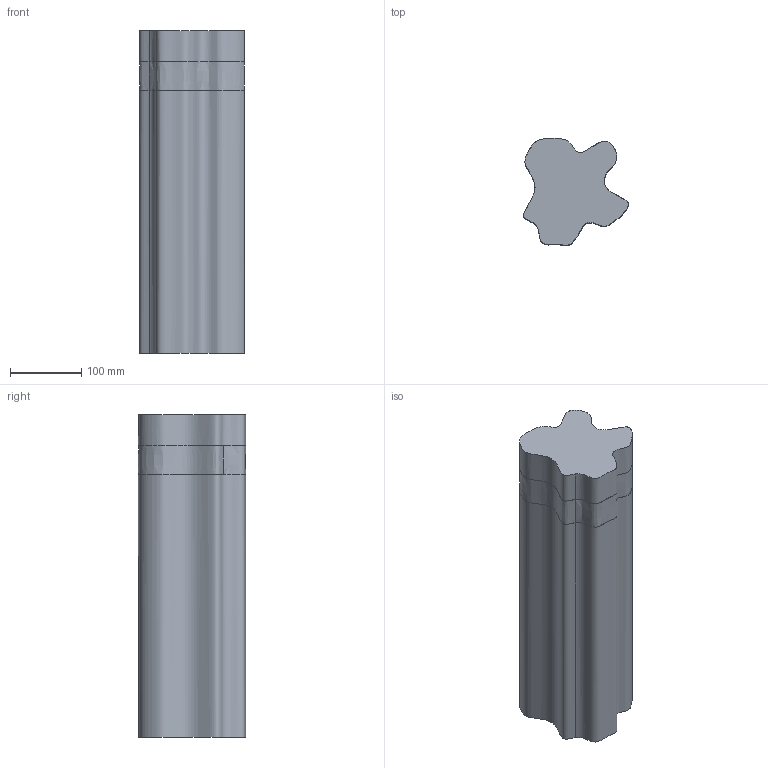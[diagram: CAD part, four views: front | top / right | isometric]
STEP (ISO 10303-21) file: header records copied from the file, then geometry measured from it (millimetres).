
FILE_DESCRIPTION(/* description */ (''),/* implementation_level */ '2;1');
FILE_NAME(/* name */ 'BOLLARD LOGICO 450',/* time_stamp */ '2014-05-22T15:37:20+02:00',/* author */ (''),/* organization */ (''),/* preprocessor_version */ 'ST-DEVELOPER v10',/* originating_system */ '',/* authorisation */ '');
FILE_SCHEMA (('AUTOMOTIVE_DESIGN'));
Length unit declared in the file: millimetre
Products named in the file (1): 1
Bounding box: 147.02 x 150.58 x 453.95 mm (x, y, z)
Volume: 6359782.8 mm3; surface area: 332360.7 mm2
Topology: 3 solids, 3 shells, 14 faces, 29 edges, 21 vertices
Faces by surface type: bspline 8, plane 6
Entity records: 3804 total; most frequent: CARTESIAN_POINT 3534, ORIENTED_EDGE 52, B_SPLINE_CURVE_WITH_KNOTS 29, EDGE_CURVE 26, VERTEX_POINT 18, EDGE_LOOP 16, ADVANCED_FACE 14, FACE_OUTER_BOUND 14
